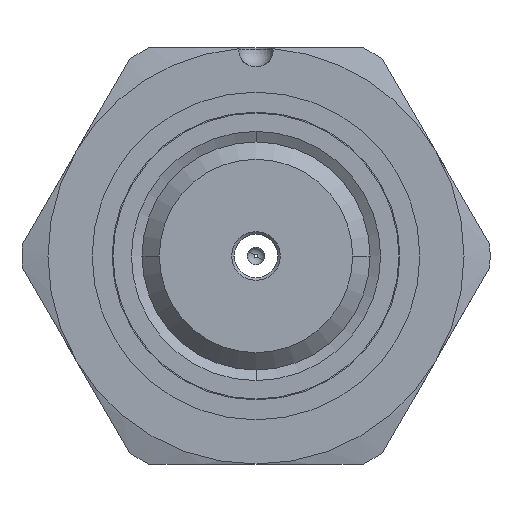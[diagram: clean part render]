
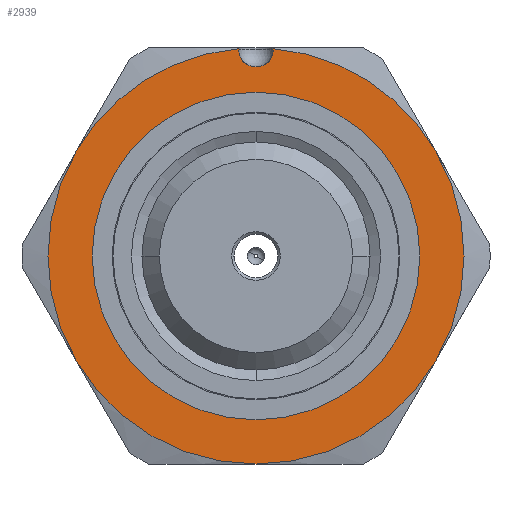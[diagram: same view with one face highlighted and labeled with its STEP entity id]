
A CAD part, front view. The second image highlights one B-rep face of the part: STEP entity #2939.
In plain terms, the highlighted planar face has unit normal (0, -1, 0).
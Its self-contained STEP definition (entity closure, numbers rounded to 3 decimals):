
#60 = CIRCLE ( 'NONE', #1281, 9.45 ) ;
#158 = AXIS2_PLACEMENT_3D ( 'NONE', #2987, #1278, #1704 ) ;
#189 = VERTEX_POINT ( 'NONE', #1769 ) ;
#196 = DIRECTION ( 'NONE',  ( 0., -1., 0. ) ) ;
#291 = CIRCLE ( 'NONE', #3902, 12. ) ;
#294 = VERTEX_POINT ( 'NONE', #2292 ) ;
#409 = EDGE_CURVE ( 'NONE', #294, #860, #2676, .T. ) ;
#438 = ORIENTED_EDGE ( 'NONE', *, *, #1657, .F. ) ;
#521 = EDGE_CURVE ( 'NONE', #3843, #189, #3632, .T. ) ;
#612 = CARTESIAN_POINT ( 'NONE',  ( 0., 14., 0. ) ) ;
#651 = AXIS2_PLACEMENT_3D ( 'NONE', #893, #4830, #1257 ) ;
#807 = EDGE_CURVE ( 'NONE', #3843, #4133, #291, .T. ) ;
#860 = VERTEX_POINT ( 'NONE', #1346 ) ;
#893 = CARTESIAN_POINT ( 'NONE',  ( 0., 14., 0. ) ) ;
#894 = DIRECTION ( 'NONE',  ( 0., 0., 1. ) ) ;
#1257 = DIRECTION ( 'NONE',  ( 0., 0., 1. ) ) ;
#1278 = DIRECTION ( 'NONE',  ( 0., 1., 0. ) ) ;
#1281 = AXIS2_PLACEMENT_3D ( 'NONE', #4314, #4376, #5163 ) ;
#1314 = CARTESIAN_POINT ( 'NONE',  ( 10.392, 14., 6. ) ) ;
#1343 = CARTESIAN_POINT ( 'NONE',  ( 0., 14., 0. ) ) ;
#1346 = CARTESIAN_POINT ( 'NONE',  ( 0., 14., -12. ) ) ;
#1493 = CARTESIAN_POINT ( 'NONE',  ( 0., 14., 0. ) ) ;
#1499 = DIRECTION ( 'NONE',  ( 0., 1., 0. ) ) ;
#1548 = CARTESIAN_POINT ( 'NONE',  ( 0.998, 14., 11.958 ) ) ;
#1657 = EDGE_CURVE ( 'NONE', #860, #2213, #2868, .T. ) ;
#1704 = DIRECTION ( 'NONE',  ( 0., 0., 1. ) ) ;
#1769 = CARTESIAN_POINT ( 'NONE',  ( -0.998, 14., 11.958 ) ) ;
#1781 = CARTESIAN_POINT ( 'NONE',  ( -10.392, 14., 6. ) ) ;
#1852 = EDGE_CURVE ( 'NONE', #4133, #294, #2320, .T. ) ;
#2096 = DIRECTION ( 'NONE',  ( 0., 1., 0. ) ) ;
#2213 = VERTEX_POINT ( 'NONE', #4077 ) ;
#2257 = AXIS2_PLACEMENT_3D ( 'NONE', #3804, #4696, #4231 ) ;
#2271 = EDGE_CURVE ( 'NONE', #5070, #2444, #2591, .T. ) ;
#2292 = CARTESIAN_POINT ( 'NONE',  ( 10.392, 14., -6. ) ) ;
#2320 = CIRCLE ( 'NONE', #651, 12. ) ;
#2444 = VERTEX_POINT ( 'NONE', #5410 ) ;
#2475 = ORIENTED_EDGE ( 'NONE', *, *, #521, .T. ) ;
#2591 = CIRCLE ( 'NONE', #3866, 9.45 ) ;
#2664 = FACE_BOUND ( 'NONE', #3471, .T. ) ;
#2676 = CIRCLE ( 'NONE', #3091, 12. ) ;
#2791 = CARTESIAN_POINT ( 'NONE',  ( 0., 14., 0. ) ) ;
#2868 = CIRCLE ( 'NONE', #3280, 12. ) ;
#2939 = ADVANCED_FACE ( 'NONE', ( #3821, #2664 ), #2968, .F. ) ;
#2968 = PLANE ( 'NONE',  #158 ) ;
#2987 = CARTESIAN_POINT ( 'NONE',  ( 1., 14., 0. ) ) ;
#3091 = AXIS2_PLACEMENT_3D ( 'NONE', #612, #1499, #4915 ) ;
#3238 = DIRECTION ( 'NONE',  ( 0., 0., 1. ) ) ;
#3280 = AXIS2_PLACEMENT_3D ( 'NONE', #4296, #2096, #3845 ) ;
#3349 = AXIS2_PLACEMENT_3D ( 'NONE', #1493, #4926, #4962 ) ;
#3471 = EDGE_LOOP ( 'NONE', ( #4776, #4053 ) ) ;
#3632 = CIRCLE ( 'NONE', #2257, 1. ) ;
#3663 = CIRCLE ( 'NONE', #4755, 12. ) ;
#3739 = EDGE_CURVE ( 'NONE', #5506, #189, #5373, .T. ) ;
#3804 = CARTESIAN_POINT ( 'NONE',  ( 0., 14., 11.9 ) ) ;
#3821 = FACE_OUTER_BOUND ( 'NONE', #4938, .T. ) ;
#3843 = VERTEX_POINT ( 'NONE', #1548 ) ;
#3845 = DIRECTION ( 'NONE',  ( 0., 0., 1. ) ) ;
#3866 = AXIS2_PLACEMENT_3D ( 'NONE', #2791, #196, #3238 ) ;
#3902 = AXIS2_PLACEMENT_3D ( 'NONE', #4867, #5293, #894 ) ;
#3910 = ORIENTED_EDGE ( 'NONE', *, *, #807, .F. ) ;
#4053 = ORIENTED_EDGE ( 'NONE', *, *, #4835, .F. ) ;
#4077 = CARTESIAN_POINT ( 'NONE',  ( -10.392, 14., -6. ) ) ;
#4133 = VERTEX_POINT ( 'NONE', #1314 ) ;
#4231 = DIRECTION ( 'NONE',  ( 0., 0., 1. ) ) ;
#4296 = CARTESIAN_POINT ( 'NONE',  ( 0., 14., 0. ) ) ;
#4314 = CARTESIAN_POINT ( 'NONE',  ( 0., 14., 0. ) ) ;
#4376 = DIRECTION ( 'NONE',  ( 0., -1., 0. ) ) ;
#4389 = DIRECTION ( 'NONE',  ( 0., 0., 1. ) ) ;
#4504 = ORIENTED_EDGE ( 'NONE', *, *, #3739, .F. ) ;
#4696 = DIRECTION ( 'NONE',  ( 0., 1., 0. ) ) ;
#4743 = ORIENTED_EDGE ( 'NONE', *, *, #1852, .F. ) ;
#4755 = AXIS2_PLACEMENT_3D ( 'NONE', #1343, #5196, #4389 ) ;
#4776 = ORIENTED_EDGE ( 'NONE', *, *, #2271, .F. ) ;
#4830 = DIRECTION ( 'NONE',  ( 0., 1., 0. ) ) ;
#4835 = EDGE_CURVE ( 'NONE', #2444, #5070, #60, .T. ) ;
#4867 = CARTESIAN_POINT ( 'NONE',  ( 0., 14., 0. ) ) ;
#4915 = DIRECTION ( 'NONE',  ( 0., 0., 1. ) ) ;
#4926 = DIRECTION ( 'NONE',  ( 0., 1., 0. ) ) ;
#4938 = EDGE_LOOP ( 'NONE', ( #2475, #4504, #5500, #438, #5556, #4743, #3910 ) ) ;
#4962 = DIRECTION ( 'NONE',  ( 0., 0., 1. ) ) ;
#5070 = VERTEX_POINT ( 'NONE', #5258 ) ;
#5163 = DIRECTION ( 'NONE',  ( 0., 0., 1. ) ) ;
#5196 = DIRECTION ( 'NONE',  ( 0., 1., 0. ) ) ;
#5258 = CARTESIAN_POINT ( 'NONE',  ( -9.45, 14., 0. ) ) ;
#5293 = DIRECTION ( 'NONE',  ( 0., 1., 0. ) ) ;
#5373 = CIRCLE ( 'NONE', #3349, 12. ) ;
#5410 = CARTESIAN_POINT ( 'NONE',  ( 9.45, 14., 0. ) ) ;
#5473 = EDGE_CURVE ( 'NONE', #2213, #5506, #3663, .T. ) ;
#5500 = ORIENTED_EDGE ( 'NONE', *, *, #5473, .F. ) ;
#5506 = VERTEX_POINT ( 'NONE', #1781 ) ;
#5556 = ORIENTED_EDGE ( 'NONE', *, *, #409, .F. ) ;
